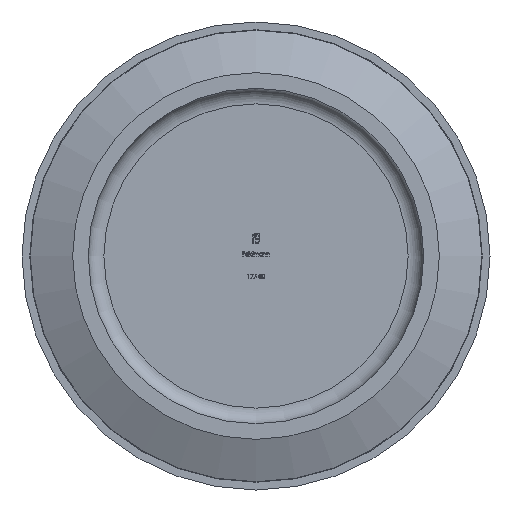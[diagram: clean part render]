
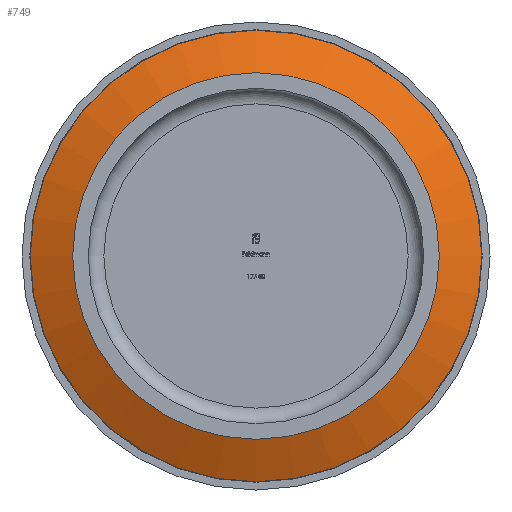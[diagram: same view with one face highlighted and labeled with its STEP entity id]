
A CAD part, front view. The second image highlights one B-rep face of the part: STEP entity #749.
In plain terms, the highlighted conical face has half-angle 66.121 degrees and reference radius 11.75 mm.
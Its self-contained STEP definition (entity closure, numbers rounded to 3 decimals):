
#314 = EDGE_LOOP ( 'NONE', ( #4851 ) ) ;
#729 = DIRECTION ( 'NONE',  ( 1., 0., 0. ) ) ;
#749 = ADVANCED_FACE ( 'NONE', ( #8707, #7228 ), #10347, .T. ) ;
#2419 = ORIENTED_EDGE ( 'NONE', *, *, #4048, .T. ) ;
#2457 = DIRECTION ( 'NONE',  ( 0., 1., 0. ) ) ;
#3344 = CARTESIAN_POINT ( 'NONE',  ( 14.47, 2.504, 0. ) ) ;
#3652 = CIRCLE ( 'NONE', #9089, 11.75 ) ;
#4048 = EDGE_CURVE ( 'NONE', #8201, #8201, #6891, .T. ) ;
#4851 = ORIENTED_EDGE ( 'NONE', *, *, #9120, .T. ) ;
#5507 = DIRECTION ( 'NONE',  ( 0., 1., 0. ) ) ;
#5870 = DIRECTION ( 'NONE',  ( 0., -1., 0. ) ) ;
#6891 = CIRCLE ( 'NONE', #9665, 14.47 ) ;
#7228 = FACE_BOUND ( 'NONE', #314, .T. ) ;
#7741 = CARTESIAN_POINT ( 'NONE',  ( -11.75, 1.3, 0. ) ) ;
#8004 = EDGE_LOOP ( 'NONE', ( #2419 ) ) ;
#8025 = CARTESIAN_POINT ( 'NONE',  ( 0., 1.3, 0. ) ) ;
#8201 = VERTEX_POINT ( 'NONE', #3344 ) ;
#8455 = CARTESIAN_POINT ( 'NONE',  ( 0., 2.504, 0. ) ) ;
#8707 = FACE_OUTER_BOUND ( 'NONE', #8004, .T. ) ;
#9089 = AXIS2_PLACEMENT_3D ( 'NONE', #8025, #5507, #10651 ) ;
#9120 = EDGE_CURVE ( 'NONE', #9976, #9976, #3652, .T. ) ;
#9665 = AXIS2_PLACEMENT_3D ( 'NONE', #8455, #5870, #729 ) ;
#9976 = VERTEX_POINT ( 'NONE', #7741 ) ;
#10016 = AXIS2_PLACEMENT_3D ( 'NONE', #10160, #2457, #11126 ) ;
#10160 = CARTESIAN_POINT ( 'NONE',  ( 0., 1.3, 0. ) ) ;
#10347 = CONICAL_SURFACE ( 'NONE', #10016, 11.75, 1.154 ) ;
#10651 = DIRECTION ( 'NONE',  ( -1., 0., 0. ) ) ;
#11126 = DIRECTION ( 'NONE',  ( -1., 0., 0. ) ) ;
